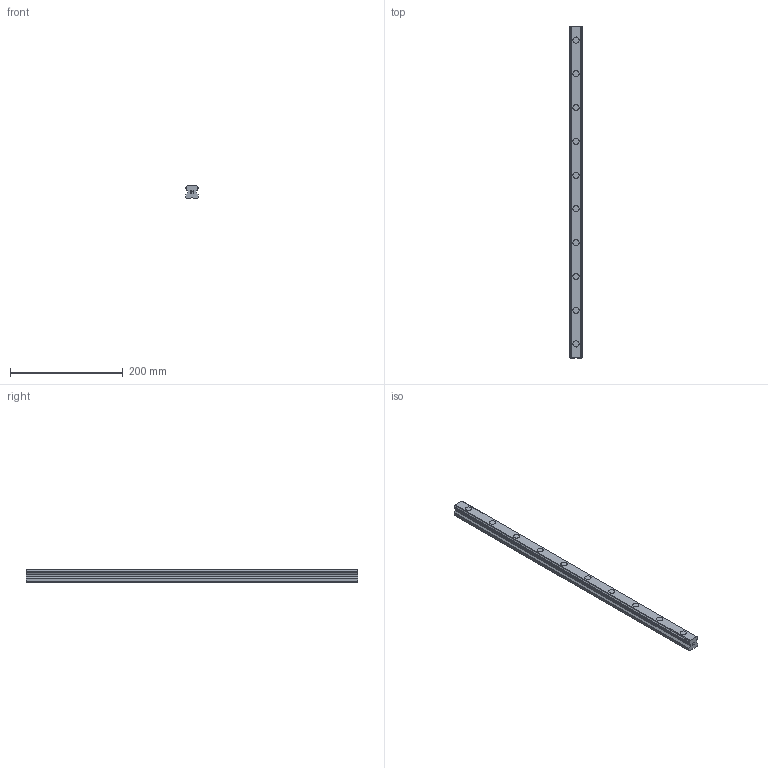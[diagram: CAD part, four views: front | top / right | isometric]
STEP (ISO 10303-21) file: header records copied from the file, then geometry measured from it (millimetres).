
FILE_DESCRIPTION(('STEP AP214'),'1');
FILE_NAME('cctmp_682C52F7-80AC-42FF-B2F8-7697506B6EFB_2020_6_9_10_47_59_570..stp','2020-06-09T08:47:59',('HIWIN GmbH'),('CADClick - www.CADClick.com'),'Spatial InterOp 3D',' ','unknown authorization');
FILE_SCHEMA(('AUTOMOTIVE_DESIGN'));
Length unit declared in the file: millimetre
Products named in the file (1): HGR25R590H_FILE
Bounding box: 23 x 590 x 22 mm (x, y, z)
Volume: 245074.6 mm3; surface area: 61419.3 mm2
Topology: 1 solids, 1 shells, 231 faces, 615 edges, 410 vertices
Faces by surface type: plane 149, cylinder 82
Entity records: 9145 total; most frequent: DIRECTION 1323, CARTESIAN_POINT 1257, ORIENTED_EDGE 1230, EDGE_CURVE 615, AXIS2_PLACEMENT_3D 476, VERTEX_POINT 410, LINE 371, VECTOR 371
